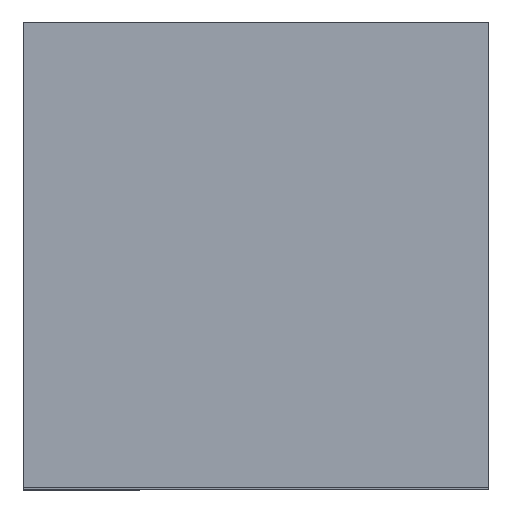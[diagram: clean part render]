
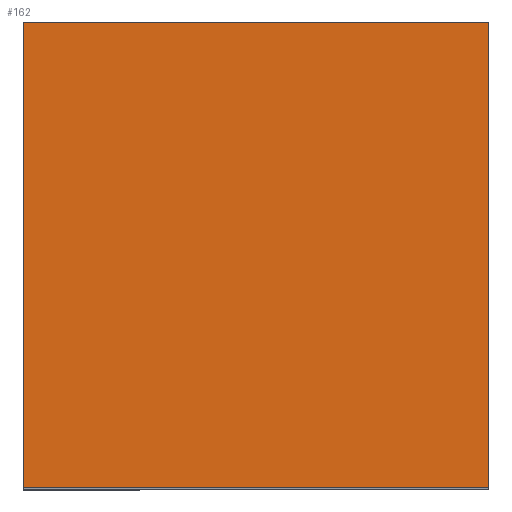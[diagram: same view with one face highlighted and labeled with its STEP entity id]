
A CAD part, top view. The second image highlights one B-rep face of the part: STEP entity #162.
In plain terms, the highlighted planar face has unit normal (0, 0, 1).
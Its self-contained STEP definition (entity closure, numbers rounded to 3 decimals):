
#30 = VERTEX_POINT ( 'NONE', #448 ) ;
#69 = DIRECTION ( 'NONE',  ( -1., 0., 0. ) ) ;
#82 = ORIENTED_EDGE ( 'NONE', *, *, #113, .T. ) ;
#91 = EDGE_CURVE ( 'NONE', #219, #323, #299, .T. ) ;
#113 = EDGE_CURVE ( 'NONE', #132, #30, #419, .T. ) ;
#116 = PLANE ( 'NONE',  #378 ) ;
#132 = VERTEX_POINT ( 'NONE', #444 ) ;
#136 = VECTOR ( 'NONE', #462, 1000. ) ;
#148 = CARTESIAN_POINT ( 'NONE',  ( 0., 0., 16.4 ) ) ;
#162 = ADVANCED_FACE ( 'NONE', ( #356 ), #116, .F. ) ;
#192 = CARTESIAN_POINT ( 'NONE',  ( -5.35, 5.35, 16.4 ) ) ;
#214 = ORIENTED_EDGE ( 'NONE', *, *, #373, .T. ) ;
#216 = LINE ( 'NONE', #148, #136 ) ;
#219 = VERTEX_POINT ( 'NONE', #393 ) ;
#226 = DIRECTION ( 'NONE',  ( 0., 1., 0. ) ) ;
#235 = EDGE_CURVE ( 'NONE', #323, #132, #216, .T. ) ;
#252 = VECTOR ( 'NONE', #456, 1000. ) ;
#280 = ORIENTED_EDGE ( 'NONE', *, *, #91, .T. ) ;
#299 = LINE ( 'NONE', #192, #252 ) ;
#307 = CARTESIAN_POINT ( 'NONE',  ( 0., 5.35, 16.4 ) ) ;
#314 = EDGE_LOOP ( 'NONE', ( #280, #361, #82, #214 ) ) ;
#323 = VERTEX_POINT ( 'NONE', #423 ) ;
#350 = CARTESIAN_POINT ( 'NONE',  ( 0., 0., 16.4 ) ) ;
#356 = FACE_OUTER_BOUND ( 'NONE', #314, .T. ) ;
#361 = ORIENTED_EDGE ( 'NONE', *, *, #235, .T. ) ;
#373 = EDGE_CURVE ( 'NONE', #30, #219, #418, .T. ) ;
#378 = AXIS2_PLACEMENT_3D ( 'NONE', #350, #494, #429 ) ;
#393 = CARTESIAN_POINT ( 'NONE',  ( -5.35, 5.35, 16.4 ) ) ;
#418 = LINE ( 'NONE', #307, #425 ) ;
#419 = LINE ( 'NONE', #471, #486 ) ;
#423 = CARTESIAN_POINT ( 'NONE',  ( -5.35, 0., 16.4 ) ) ;
#425 = VECTOR ( 'NONE', #69, 1000. ) ;
#429 = DIRECTION ( 'NONE',  ( -1., 0., 0. ) ) ;
#444 = CARTESIAN_POINT ( 'NONE',  ( 0., 0., 16.4 ) ) ;
#448 = CARTESIAN_POINT ( 'NONE',  ( 0., 5.35, 16.4 ) ) ;
#456 = DIRECTION ( 'NONE',  ( 0., -1., 0. ) ) ;
#462 = DIRECTION ( 'NONE',  ( 1., 0., 0. ) ) ;
#471 = CARTESIAN_POINT ( 'NONE',  ( 0., 5.35, 16.4 ) ) ;
#486 = VECTOR ( 'NONE', #226, 1000. ) ;
#494 = DIRECTION ( 'NONE',  ( 0., 0., -1. ) ) ;
